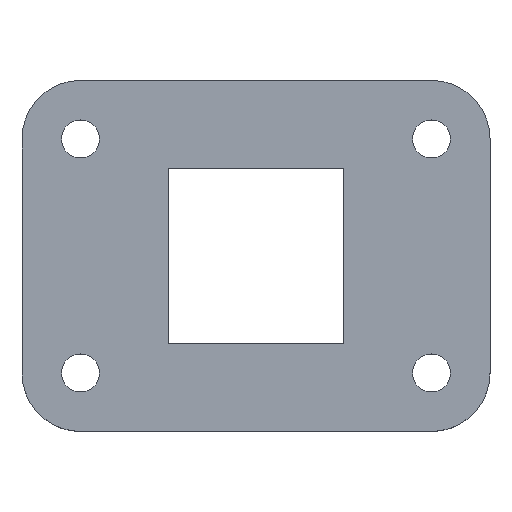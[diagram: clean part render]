
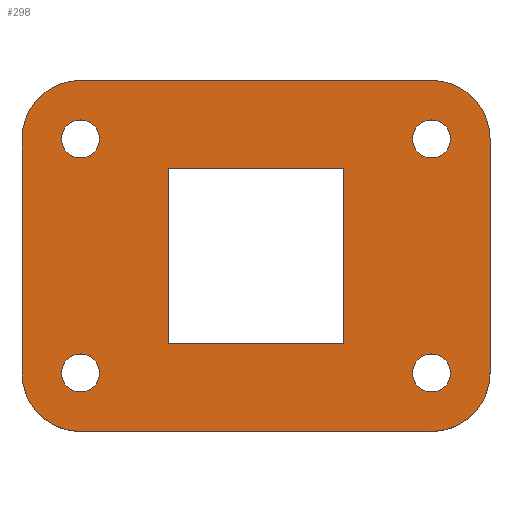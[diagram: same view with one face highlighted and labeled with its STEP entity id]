
A CAD part, top view. The second image highlights one B-rep face of the part: STEP entity #298.
In plain terms, the highlighted planar face has unit normal (0, 0, 1).
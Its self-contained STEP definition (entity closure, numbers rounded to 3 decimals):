
#298 = ADVANCED_FACE( '', ( #646, #647, #648, #649, #650, #651 ), #652, .T. );
#646 = FACE_BOUND( '', #1045, .T. );
#647 = FACE_BOUND( '', #1046, .T. );
#648 = FACE_BOUND( '', #1047, .T. );
#649 = FACE_BOUND( '', #1048, .T. );
#650 = FACE_OUTER_BOUND( '', #1049, .T. );
#651 = FACE_BOUND( '', #1050, .T. );
#652 = PLANE( '', #1051 );
#1045 = EDGE_LOOP( '', ( #1880 ) );
#1046 = EDGE_LOOP( '', ( #1881 ) );
#1047 = EDGE_LOOP( '', ( #1882 ) );
#1048 = EDGE_LOOP( '', ( #1883 ) );
#1049 = EDGE_LOOP( '', ( #1884, #1885, #1886, #1887, #1888, #1889, #1890, #1891 ) );
#1050 = EDGE_LOOP( '', ( #1892, #1893, #1894, #1895 ) );
#1051 = AXIS2_PLACEMENT_3D( '', #1896, #1897, #1898 );
#1880 = ORIENTED_EDGE( '', *, *, #2576, .F. );
#1881 = ORIENTED_EDGE( '', *, *, #2611, .F. );
#1882 = ORIENTED_EDGE( '', *, *, #2616, .F. );
#1883 = ORIENTED_EDGE( '', *, *, #2663, .F. );
#1884 = ORIENTED_EDGE( '', *, *, #2664, .T. );
#1885 = ORIENTED_EDGE( '', *, *, #2422, .T. );
#1886 = ORIENTED_EDGE( '', *, *, #2629, .T. );
#1887 = ORIENTED_EDGE( '', *, *, #2530, .T. );
#1888 = ORIENTED_EDGE( '', *, *, #2665, .T. );
#1889 = ORIENTED_EDGE( '', *, *, #2666, .T. );
#1890 = ORIENTED_EDGE( '', *, *, #2391, .T. );
#1891 = ORIENTED_EDGE( '', *, *, #2554, .T. );
#1892 = ORIENTED_EDGE( '', *, *, #2489, .F. );
#1893 = ORIENTED_EDGE( '', *, *, #2435, .F. );
#1894 = ORIENTED_EDGE( '', *, *, #2667, .F. );
#1895 = ORIENTED_EDGE( '', *, *, #2657, .F. );
#1896 = CARTESIAN_POINT( '', ( -30., -20., 8. ) );
#1897 = DIRECTION( '', ( 0., 0., 1. ) );
#1898 = DIRECTION( '', ( 1., 0., 0. ) );
#2391 = EDGE_CURVE( '', #2893, #2891, #2894, .T. );
#2422 = EDGE_CURVE( '', #2949, #2947, #2950, .T. );
#2435 = EDGE_CURVE( '', #2968, #2970, #2971, .T. );
#2489 = EDGE_CURVE( '', #2970, #3060, #3061, .T. );
#2530 = EDGE_CURVE( '', #3125, #3123, #3126, .T. );
#2554 = EDGE_CURVE( '', #2891, #3158, #3160, .T. );
#2576 = EDGE_CURVE( '', #3191, #3191, #3192, .T. );
#2611 = EDGE_CURVE( '', #3243, #3243, #3244, .T. );
#2616 = EDGE_CURVE( '', #3250, #3250, #3251, .T. );
#2629 = EDGE_CURVE( '', #2947, #3125, #3267, .T. );
#2657 = EDGE_CURVE( '', #3060, #3304, #3305, .T. );
#2663 = EDGE_CURVE( '', #3312, #3312, #3313, .T. );
#2664 = EDGE_CURVE( '', #3158, #2949, #3314, .T. );
#2665 = EDGE_CURVE( '', #3123, #3315, #3316, .T. );
#2666 = EDGE_CURVE( '', #3315, #2893, #3317, .T. );
#2667 = EDGE_CURVE( '', #3304, #2968, #3318, .T. );
#2891 = VERTEX_POINT( '', #3612 );
#2893 = VERTEX_POINT( '', #3615 );
#2894 = LINE( '', #3616, #3617 );
#2947 = VERTEX_POINT( '', #3691 );
#2949 = VERTEX_POINT( '', #3694 );
#2950 = CIRCLE( '', #3695, 10. );
#2968 = VERTEX_POINT( '', #3720 );
#2970 = VERTEX_POINT( '', #3723 );
#2971 = LINE( '', #3724, #3725 );
#3060 = VERTEX_POINT( '', #3852 );
#3061 = LINE( '', #3853, #3854 );
#3123 = VERTEX_POINT( '', #3944 );
#3125 = VERTEX_POINT( '', #3947 );
#3126 = CIRCLE( '', #3948, 10. );
#3158 = VERTEX_POINT( '', #3995 );
#3160 = CIRCLE( '', #3998, 10. );
#3191 = VERTEX_POINT( '', #4041 );
#3192 = CIRCLE( '', #4042, 3.25 );
#3243 = VERTEX_POINT( '', #4117 );
#3244 = CIRCLE( '', #4118, 3.25 );
#3250 = VERTEX_POINT( '', #4125 );
#3251 = CIRCLE( '', #4126, 3.25 );
#3267 = LINE( '', #4147, #4148 );
#3304 = VERTEX_POINT( '', #4197 );
#3305 = LINE( '', #4198, #4199 );
#3312 = VERTEX_POINT( '', #4209 );
#3313 = CIRCLE( '', #4210, 3.25 );
#3314 = LINE( '', #4211, #4212 );
#3315 = VERTEX_POINT( '', #4213 );
#3316 = LINE( '', #4214, #4215 );
#3317 = CIRCLE( '', #4216, 10. );
#3318 = LINE( '', #4217, #4218 );
#3612 = CARTESIAN_POINT( '', ( -30., 30., 8. ) );
#3615 = CARTESIAN_POINT( '', ( 30., 30., 8. ) );
#3616 = CARTESIAN_POINT( '', ( 30., 30., 8. ) );
#3617 = VECTOR( '', #4439, 1000. );
#3691 = CARTESIAN_POINT( '', ( -30., -30., 8. ) );
#3694 = CARTESIAN_POINT( '', ( -40., -20., 8. ) );
#3695 = AXIS2_PLACEMENT_3D( '', #4471, #4472, #4473 );
#3720 = CARTESIAN_POINT( '', ( 15., 15., 8. ) );
#3723 = CARTESIAN_POINT( '', ( -15., 15., 8. ) );
#3724 = CARTESIAN_POINT( '', ( 15., 15., 8. ) );
#3725 = VECTOR( '', #4485, 1000. );
#3852 = CARTESIAN_POINT( '', ( -15., -15., 8. ) );
#3853 = CARTESIAN_POINT( '', ( -15., 15., 8. ) );
#3854 = VECTOR( '', #4536, 1000. );
#3944 = CARTESIAN_POINT( '', ( 40., -20., 8. ) );
#3947 = CARTESIAN_POINT( '', ( 30., -30., 8. ) );
#3948 = AXIS2_PLACEMENT_3D( '', #4572, #4573, #4574 );
#3995 = CARTESIAN_POINT( '', ( -40., 20., 8. ) );
#3998 = AXIS2_PLACEMENT_3D( '', #4597, #4598, #4599 );
#4041 = CARTESIAN_POINT( '', ( 33.25, -20., 8. ) );
#4042 = AXIS2_PLACEMENT_3D( '', #4621, #4622, #4623 );
#4117 = CARTESIAN_POINT( '', ( -26.75, -20., 8. ) );
#4118 = AXIS2_PLACEMENT_3D( '', #4654, #4655, #4656 );
#4125 = CARTESIAN_POINT( '', ( -26.75, 20., 8. ) );
#4126 = AXIS2_PLACEMENT_3D( '', #4661, #4662, #4663 );
#4147 = CARTESIAN_POINT( '', ( -30., -30., 8. ) );
#4148 = VECTOR( '', #4678, 1000. );
#4197 = CARTESIAN_POINT( '', ( 15., -15., 8. ) );
#4198 = CARTESIAN_POINT( '', ( -15., -15., 8. ) );
#4199 = VECTOR( '', #4703, 1000. );
#4209 = CARTESIAN_POINT( '', ( 33.25, 20., 8. ) );
#4210 = AXIS2_PLACEMENT_3D( '', #4707, #4708, #4709 );
#4211 = CARTESIAN_POINT( '', ( -40., 20., 8. ) );
#4212 = VECTOR( '', #4710, 1000. );
#4213 = CARTESIAN_POINT( '', ( 40., 20., 8. ) );
#4214 = CARTESIAN_POINT( '', ( 40., -20., 8. ) );
#4215 = VECTOR( '', #4711, 1000. );
#4216 = AXIS2_PLACEMENT_3D( '', #4712, #4713, #4714 );
#4217 = CARTESIAN_POINT( '', ( 15., -15., 8. ) );
#4218 = VECTOR( '', #4715, 1000. );
#4439 = DIRECTION( '', ( -1., 0., 0. ) );
#4471 = CARTESIAN_POINT( '', ( -30., -20., 8. ) );
#4472 = DIRECTION( '', ( 0., 0., 1. ) );
#4473 = DIRECTION( '', ( 1., 0., 0. ) );
#4485 = DIRECTION( '', ( -1., 0., 0. ) );
#4536 = DIRECTION( '', ( 0., -1., 0. ) );
#4572 = CARTESIAN_POINT( '', ( 30., -20., 8. ) );
#4573 = DIRECTION( '', ( 0., 0., 1. ) );
#4574 = DIRECTION( '', ( 1., 0., 0. ) );
#4597 = CARTESIAN_POINT( '', ( -30., 20., 8. ) );
#4598 = DIRECTION( '', ( 0., 0., 1. ) );
#4599 = DIRECTION( '', ( 1., 0., 0. ) );
#4621 = CARTESIAN_POINT( '', ( 30., -20., 8. ) );
#4622 = DIRECTION( '', ( 0., 0., 1. ) );
#4623 = DIRECTION( '', ( 1., 0., 0. ) );
#4654 = CARTESIAN_POINT( '', ( -30., -20., 8. ) );
#4655 = DIRECTION( '', ( 0., 0., 1. ) );
#4656 = DIRECTION( '', ( 1., 0., 0. ) );
#4661 = CARTESIAN_POINT( '', ( -30., 20., 8. ) );
#4662 = DIRECTION( '', ( 0., 0., 1. ) );
#4663 = DIRECTION( '', ( 1., 0., 0. ) );
#4678 = DIRECTION( '', ( 1., 0., 0. ) );
#4703 = DIRECTION( '', ( 1., 0., 0. ) );
#4707 = CARTESIAN_POINT( '', ( 30., 20., 8. ) );
#4708 = DIRECTION( '', ( 0., 0., 1. ) );
#4709 = DIRECTION( '', ( 1., 0., 0. ) );
#4710 = DIRECTION( '', ( 0., -1., 0. ) );
#4711 = DIRECTION( '', ( 0., 1., 0. ) );
#4712 = CARTESIAN_POINT( '', ( 30., 20., 8. ) );
#4713 = DIRECTION( '', ( 0., 0., 1. ) );
#4714 = DIRECTION( '', ( 1., 0., 0. ) );
#4715 = DIRECTION( '', ( 0., 1., 0. ) );
